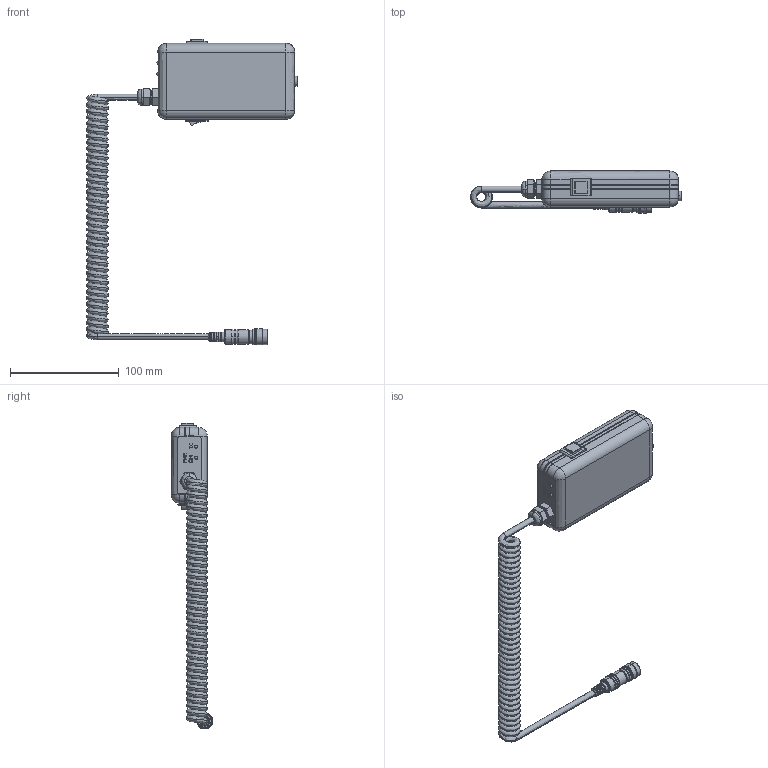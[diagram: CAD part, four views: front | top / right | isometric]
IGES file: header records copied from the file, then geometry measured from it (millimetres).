
Start section: SolidWorks IGES file using analytic representation for surfaces
Global section: file name: VT2163_interface.IGS; native system: SolidWorks 2007; preprocessor: SolidWorks 2007; author: tmiller; date: 080913.174205; units: inch
Bounding box: 193.34 x 38.1 x 280.72 mm (x, y, z)
Surface area: 65819 mm2 (no closed solid volume)
Topology: 0 solids, 0 shells, 561 faces, 4972 edges, 4900 vertices
Faces by surface type: bspline 332, revolution 229
